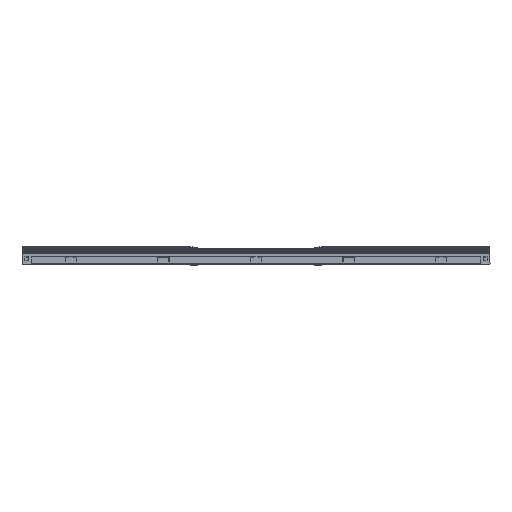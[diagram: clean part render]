
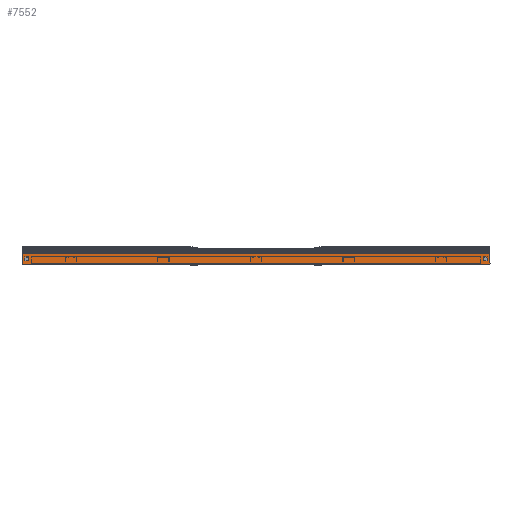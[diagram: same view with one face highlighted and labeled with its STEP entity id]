
A CAD part, top view. The second image highlights one B-rep face of the part: STEP entity #7552.
In plain terms, the highlighted face is planar.
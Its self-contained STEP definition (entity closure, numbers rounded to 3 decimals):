
#38 = DIRECTION ( 'NONE',  ( 0., 1., 0. ) ) ;
#58 = VECTOR ( 'NONE', #10394, 1000. ) ;
#103 = FACE_BOUND ( 'NONE', #4088, .T. ) ;
#105 = CARTESIAN_POINT ( 'NONE',  ( 0., 0., 717. ) ) ;
#221 = FACE_BOUND ( 'NONE', #7836, .T. ) ;
#330 = CARTESIAN_POINT ( 'NONE',  ( 0., 24.5, -708. ) ) ;
#366 = VERTEX_POINT ( 'NONE', #7759 ) ;
#412 = ORIENTED_EDGE ( 'NONE', *, *, #802, .T. ) ;
#526 = DIRECTION ( 'NONE',  ( 0., 1., 0. ) ) ;
#597 = CARTESIAN_POINT ( 'NONE',  ( 0., 2.2, -708. ) ) ;
#699 = VECTOR ( 'NONE', #1502, 1000. ) ;
#778 = CARTESIAN_POINT ( 'NONE',  ( 0., 2.2, -717. ) ) ;
#802 = EDGE_CURVE ( 'NONE', #9653, #9896, #9840, .T. ) ;
#815 = ORIENTED_EDGE ( 'NONE', *, *, #7148, .F. ) ;
#1073 = ORIENTED_EDGE ( 'NONE', *, *, #4059, .F. ) ;
#1086 = EDGE_CURVE ( 'NONE', #2953, #9989, #6559, .T. ) ;
#1099 = FACE_OUTER_BOUND ( 'NONE', #1497, .T. ) ;
#1119 = EDGE_CURVE ( 'NONE', #6115, #4035, #9700, .T. ) ;
#1210 = VERTEX_POINT ( 'NONE', #10441 ) ;
#1275 = CARTESIAN_POINT ( 'NONE',  ( 0., 12.5, 708. ) ) ;
#1282 = EDGE_CURVE ( 'NONE', #1419, #9653, #9446, .T. ) ;
#1419 = VERTEX_POINT ( 'NONE', #6295 ) ;
#1464 = EDGE_CURVE ( 'NONE', #8605, #6991, #1687, .T. ) ;
#1465 = VECTOR ( 'NONE', #8222, 1000. ) ;
#1483 = ORIENTED_EDGE ( 'NONE', *, *, #8303, .T. ) ;
#1497 = EDGE_LOOP ( 'NONE', ( #3800, #9099, #7340, #1882, #5514, #9155, #3712, #815 ) ) ;
#1502 = DIRECTION ( 'NONE',  ( 0., 0., -1. ) ) ;
#1524 = VECTOR ( 'NONE', #2114, 1000. ) ;
#1611 = EDGE_CURVE ( 'NONE', #6991, #8970, #4384, .T. ) ;
#1687 = LINE ( 'NONE', #9093, #9684 ) ;
#1781 = VERTEX_POINT ( 'NONE', #105 ) ;
#1882 = ORIENTED_EDGE ( 'NONE', *, *, #3871, .F. ) ;
#1937 = CARTESIAN_POINT ( 'NONE',  ( 0., 34.499, -717. ) ) ;
#2114 = DIRECTION ( 'NONE',  ( 0., 1., 0. ) ) ;
#2138 = EDGE_CURVE ( 'NONE', #4844, #4035, #6385, .T. ) ;
#2357 = EDGE_CURVE ( 'NONE', #9896, #366, #4103, .T. ) ;
#2436 = CARTESIAN_POINT ( 'NONE',  ( 0., 12.5, -717. ) ) ;
#2511 = CARTESIAN_POINT ( 'NONE',  ( 0., 0., -717. ) ) ;
#2953 = VERTEX_POINT ( 'NONE', #778 ) ;
#2969 = CARTESIAN_POINT ( 'NONE',  ( 0., 24.5, 708. ) ) ;
#3102 = CARTESIAN_POINT ( 'NONE',  ( 0., 12.5, -717. ) ) ;
#3262 = ORIENTED_EDGE ( 'NONE', *, *, #10261, .T. ) ;
#3301 = EDGE_CURVE ( 'NONE', #1210, #6115, #3666, .T. ) ;
#3426 = ORIENTED_EDGE ( 'NONE', *, *, #1282, .T. ) ;
#3447 = DIRECTION ( 'NONE',  ( 0., 1., 0. ) ) ;
#3493 = LINE ( 'NONE', #5532, #7334 ) ;
#3496 = LINE ( 'NONE', #2511, #1465 ) ;
#3666 = LINE ( 'NONE', #5341, #1524 ) ;
#3712 = ORIENTED_EDGE ( 'NONE', *, *, #5273, .T. ) ;
#3800 = ORIENTED_EDGE ( 'NONE', *, *, #3301, .T. ) ;
#3831 = AXIS2_PLACEMENT_3D ( 'NONE', #10175, #9393, #6143 ) ;
#3871 = EDGE_CURVE ( 'NONE', #9000, #4844, #4452, .T. ) ;
#4035 = VERTEX_POINT ( 'NONE', #6125 ) ;
#4059 = EDGE_CURVE ( 'NONE', #1419, #366, #7733, .T. ) ;
#4088 = EDGE_LOOP ( 'NONE', ( #1483, #5663, #6742, #3262 ) ) ;
#4103 = LINE ( 'NONE', #597, #9782 ) ;
#4320 = DIRECTION ( 'NONE',  ( 0., 0., 1. ) ) ;
#4351 = ORIENTED_EDGE ( 'NONE', *, *, #2357, .T. ) ;
#4384 = LINE ( 'NONE', #3102, #58 ) ;
#4452 = LINE ( 'NONE', #5885, #6735 ) ;
#4514 = PLANE ( 'NONE',  #3831 ) ;
#4813 = DIRECTION ( 'NONE',  ( 0., -1., 0. ) ) ;
#4844 = VERTEX_POINT ( 'NONE', #6311 ) ;
#5212 = LINE ( 'NONE', #8037, #8621 ) ;
#5273 = EDGE_CURVE ( 'NONE', #9989, #1781, #3496, .T. ) ;
#5280 = LINE ( 'NONE', #10256, #8956 ) ;
#5341 = CARTESIAN_POINT ( 'NONE',  ( 0., 2.2, 717. ) ) ;
#5494 = CARTESIAN_POINT ( 'NONE',  ( 0., 12.5, -708. ) ) ;
#5514 = ORIENTED_EDGE ( 'NONE', *, *, #7780, .F. ) ;
#5530 = VECTOR ( 'NONE', #4813, 1000. ) ;
#5532 = CARTESIAN_POINT ( 'NONE',  ( 0., 24.5, 708. ) ) ;
#5559 = VECTOR ( 'NONE', #38, 1000. ) ;
#5599 = DIRECTION ( 'NONE',  ( 0., 0., 1. ) ) ;
#5663 = ORIENTED_EDGE ( 'NONE', *, *, #1464, .T. ) ;
#5872 = VERTEX_POINT ( 'NONE', #9469 ) ;
#5885 = CARTESIAN_POINT ( 'NONE',  ( 0., 2.2, -717. ) ) ;
#5910 = CARTESIAN_POINT ( 'NONE',  ( 0., 35.525, -717. ) ) ;
#6003 = CARTESIAN_POINT ( 'NONE',  ( 0., 12.5, 696. ) ) ;
#6115 = VERTEX_POINT ( 'NONE', #8839 ) ;
#6125 = CARTESIAN_POINT ( 'NONE',  ( 0., 35.525, 717. ) ) ;
#6143 = DIRECTION ( 'NONE',  ( 0., 0., -1. ) ) ;
#6155 = DIRECTION ( 'NONE',  ( 0., 0., -1. ) ) ;
#6295 = CARTESIAN_POINT ( 'NONE',  ( 0., 24.5, -696. ) ) ;
#6311 = CARTESIAN_POINT ( 'NONE',  ( 0., 35.525, -717. ) ) ;
#6343 = VECTOR ( 'NONE', #6155, 1000. ) ;
#6385 = LINE ( 'NONE', #5910, #10176 ) ;
#6478 = DIRECTION ( 'NONE',  ( 0., -1., 0. ) ) ;
#6559 = LINE ( 'NONE', #8329, #9828 ) ;
#6735 = VECTOR ( 'NONE', #3447, 1000. ) ;
#6742 = ORIENTED_EDGE ( 'NONE', *, *, #1611, .T. ) ;
#6991 = VERTEX_POINT ( 'NONE', #1275 ) ;
#7050 = CARTESIAN_POINT ( 'NONE',  ( 0., 36.184, 717. ) ) ;
#7148 = EDGE_CURVE ( 'NONE', #1210, #1781, #5212, .T. ) ;
#7330 = CARTESIAN_POINT ( 'NONE',  ( 0., 2.2, -696. ) ) ;
#7334 = VECTOR ( 'NONE', #5599, 1000. ) ;
#7340 = ORIENTED_EDGE ( 'NONE', *, *, #2138, .F. ) ;
#7552 = ADVANCED_FACE ( 'NONE', ( #1099, #103, #221 ), #4514, .F. ) ;
#7733 = LINE ( 'NONE', #330, #6343 ) ;
#7759 = CARTESIAN_POINT ( 'NONE',  ( 0., 24.5, -708. ) ) ;
#7780 = EDGE_CURVE ( 'NONE', #2953, #9000, #10237, .T. ) ;
#7784 = DIRECTION ( 'NONE',  ( 0., 1., 0. ) ) ;
#7836 = EDGE_LOOP ( 'NONE', ( #4351, #1073, #3426, #412 ) ) ;
#8037 = CARTESIAN_POINT ( 'NONE',  ( 0., 2.2, 717. ) ) ;
#8222 = DIRECTION ( 'NONE',  ( 0., 0., 1. ) ) ;
#8279 = DIRECTION ( 'NONE',  ( 0., -1., 0. ) ) ;
#8303 = EDGE_CURVE ( 'NONE', #5872, #8605, #3493, .T. ) ;
#8329 = CARTESIAN_POINT ( 'NONE',  ( 0., 0., -717. ) ) ;
#8605 = VERTEX_POINT ( 'NONE', #2969 ) ;
#8621 = VECTOR ( 'NONE', #6478, 1000. ) ;
#8712 = VECTOR ( 'NONE', #526, 1000. ) ;
#8839 = CARTESIAN_POINT ( 'NONE',  ( 0., 34.499, 717. ) ) ;
#8842 = CARTESIAN_POINT ( 'NONE',  ( 0., 2.2, -717. ) ) ;
#8923 = CARTESIAN_POINT ( 'NONE',  ( 0., 0., -717. ) ) ;
#8956 = VECTOR ( 'NONE', #7784, 1000. ) ;
#8970 = VERTEX_POINT ( 'NONE', #6003 ) ;
#9000 = VERTEX_POINT ( 'NONE', #1937 ) ;
#9093 = CARTESIAN_POINT ( 'NONE',  ( 0., 2.2, 708. ) ) ;
#9099 = ORIENTED_EDGE ( 'NONE', *, *, #1119, .T. ) ;
#9133 = DIRECTION ( 'NONE',  ( 0., -1., 0. ) ) ;
#9155 = ORIENTED_EDGE ( 'NONE', *, *, #1086, .T. ) ;
#9393 = DIRECTION ( 'NONE',  ( 1., 0., 0. ) ) ;
#9407 = CARTESIAN_POINT ( 'NONE',  ( 0., 12.5, -696. ) ) ;
#9446 = LINE ( 'NONE', #7330, #5530 ) ;
#9469 = CARTESIAN_POINT ( 'NONE',  ( 0., 24.5, 696. ) ) ;
#9597 = DIRECTION ( 'NONE',  ( 0., 1., 0. ) ) ;
#9653 = VERTEX_POINT ( 'NONE', #9407 ) ;
#9684 = VECTOR ( 'NONE', #8279, 1000. ) ;
#9700 = LINE ( 'NONE', #7050, #8712 ) ;
#9782 = VECTOR ( 'NONE', #9597, 1000. ) ;
#9828 = VECTOR ( 'NONE', #9133, 1000. ) ;
#9840 = LINE ( 'NONE', #2436, #699 ) ;
#9896 = VERTEX_POINT ( 'NONE', #5494 ) ;
#9989 = VERTEX_POINT ( 'NONE', #8923 ) ;
#10175 = CARTESIAN_POINT ( 'NONE',  ( 0., 2.2, -717. ) ) ;
#10176 = VECTOR ( 'NONE', #4320, 1000. ) ;
#10237 = LINE ( 'NONE', #8842, #5559 ) ;
#10256 = CARTESIAN_POINT ( 'NONE',  ( 0., 2.2, 696. ) ) ;
#10261 = EDGE_CURVE ( 'NONE', #8970, #5872, #5280, .T. ) ;
#10394 = DIRECTION ( 'NONE',  ( 0., 0., -1. ) ) ;
#10441 = CARTESIAN_POINT ( 'NONE',  ( 0., 2.2, 717. ) ) ;
